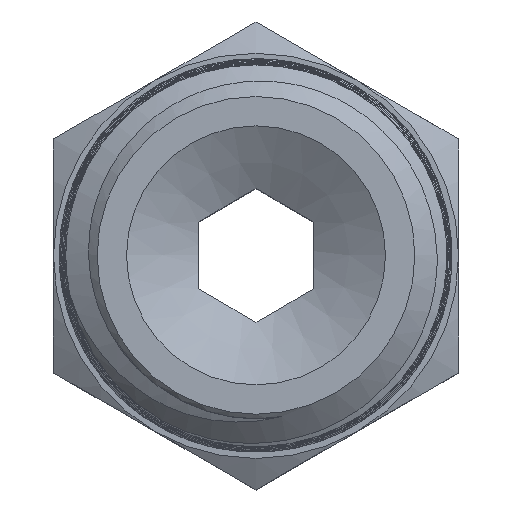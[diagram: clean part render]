
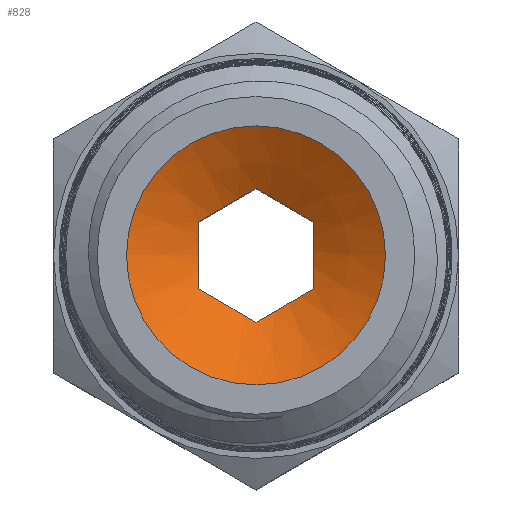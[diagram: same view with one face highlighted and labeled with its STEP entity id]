
A CAD part, top view. The second image highlights one B-rep face of the part: STEP entity #828.
In plain terms, the highlighted conical face has half-angle 60 degrees and reference radius 4.474 mm.
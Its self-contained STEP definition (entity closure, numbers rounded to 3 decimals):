
#37=(
BOUNDED_CURVE()
B_SPLINE_CURVE(2,(#3041,#3042,#3043),.UNSPECIFIED.,.F.,.F.)
B_SPLINE_CURVE_WITH_KNOTS((3,3),(0.398,0.874),
 .UNSPECIFIED.)
CURVE()
GEOMETRIC_REPRESENTATION_ITEM()
RATIONAL_B_SPLINE_CURVE((1.904,2.199,1.904))
REPRESENTATION_ITEM('')
);
#38=(
BOUNDED_CURVE()
B_SPLINE_CURVE(2,(#3049,#3050,#3051),.UNSPECIFIED.,.F.,.F.)
B_SPLINE_CURVE_WITH_KNOTS((3,3),(-0.636,-0.398),
 .UNSPECIFIED.)
CURVE()
GEOMETRIC_REPRESENTATION_ITEM()
RATIONAL_B_SPLINE_CURVE((2.052,2.052,1.904))
REPRESENTATION_ITEM('')
);
#39=(
BOUNDED_CURVE()
B_SPLINE_CURVE(2,(#3053,#3054,#3055),.UNSPECIFIED.,.F.,.F.)
B_SPLINE_CURVE_WITH_KNOTS((3,3),(-0.874,-0.636),
 .UNSPECIFIED.)
CURVE()
GEOMETRIC_REPRESENTATION_ITEM()
RATIONAL_B_SPLINE_CURVE((1.904,2.052,2.052))
REPRESENTATION_ITEM('')
);
#40=(
BOUNDED_CURVE()
B_SPLINE_CURVE(2,(#3061,#3062,#3063),.UNSPECIFIED.,.F.,.F.)
B_SPLINE_CURVE_WITH_KNOTS((3,3),(0.398,0.874),
 .UNSPECIFIED.)
CURVE()
GEOMETRIC_REPRESENTATION_ITEM()
RATIONAL_B_SPLINE_CURVE((1.904,2.199,1.904))
REPRESENTATION_ITEM('')
);
#41=(
BOUNDED_CURVE()
B_SPLINE_CURVE(2,(#3069,#3070,#3071),.UNSPECIFIED.,.F.,.F.)
B_SPLINE_CURVE_WITH_KNOTS((3,3),(0.398,0.874),
 .UNSPECIFIED.)
CURVE()
GEOMETRIC_REPRESENTATION_ITEM()
RATIONAL_B_SPLINE_CURVE((1.904,2.199,1.904))
REPRESENTATION_ITEM('')
);
#42=(
BOUNDED_CURVE()
B_SPLINE_CURVE(2,(#3077,#3078,#3079),.UNSPECIFIED.,.F.,.F.)
B_SPLINE_CURVE_WITH_KNOTS((3,3),(0.398,0.874),
 .UNSPECIFIED.)
CURVE()
GEOMETRIC_REPRESENTATION_ITEM()
RATIONAL_B_SPLINE_CURVE((1.904,2.199,1.904))
REPRESENTATION_ITEM('')
);
#43=(
BOUNDED_CURVE()
B_SPLINE_CURVE(2,(#3084,#3085,#3086),.UNSPECIFIED.,.F.,.F.)
B_SPLINE_CURVE_WITH_KNOTS((3,3),(0.398,0.874),
 .UNSPECIFIED.)
CURVE()
GEOMETRIC_REPRESENTATION_ITEM()
RATIONAL_B_SPLINE_CURVE((1.904,2.199,1.904))
REPRESENTATION_ITEM('')
);
#137=FACE_OUTER_BOUND('',#195,.T.);
#195=EDGE_LOOP('',(#744,#745,#746,#747,#748,#749,#750,#751,#752,#753));
#215=CIRCLE('',#881,4.474);
#284=LINE('',#4638,#317);
#317=VECTOR('',#1117,4.474);
#332=VERTEX_POINT('',#3037);
#334=VERTEX_POINT('',#3040);
#336=VERTEX_POINT('',#3048);
#337=VERTEX_POINT('',#3052);
#339=VERTEX_POINT('',#3060);
#341=VERTEX_POINT('',#3068);
#343=VERTEX_POINT('',#3076);
#370=VERTEX_POINT('',#4489);
#414=EDGE_CURVE('',#332,#334,#37,.T.);
#417=EDGE_CURVE('',#334,#336,#38,.F.);
#418=EDGE_CURVE('',#336,#337,#39,.F.);
#421=EDGE_CURVE('',#337,#339,#40,.T.);
#424=EDGE_CURVE('',#339,#341,#41,.T.);
#427=EDGE_CURVE('',#341,#343,#42,.T.);
#430=EDGE_CURVE('',#343,#332,#43,.T.);
#465=EDGE_CURVE('',#370,#370,#215,.T.);
#513=EDGE_CURVE('',#336,#370,#284,.T.);
#744=ORIENTED_EDGE('',*,*,#430,.F.);
#745=ORIENTED_EDGE('',*,*,#427,.F.);
#746=ORIENTED_EDGE('',*,*,#424,.F.);
#747=ORIENTED_EDGE('',*,*,#421,.F.);
#748=ORIENTED_EDGE('',*,*,#418,.F.);
#749=ORIENTED_EDGE('',*,*,#513,.T.);
#750=ORIENTED_EDGE('',*,*,#465,.T.);
#751=ORIENTED_EDGE('',*,*,#513,.F.);
#752=ORIENTED_EDGE('',*,*,#417,.F.);
#753=ORIENTED_EDGE('',*,*,#414,.F.);
#777=CONICAL_SURFACE('',#922,4.474,1.047);
#828=ADVANCED_FACE('',(#137),#777,.F.);
#881=AXIS2_PLACEMENT_3D('',#4490,#1022,#1023);
#922=AXIS2_PLACEMENT_3D('',#4637,#1115,#1116);
#1022=DIRECTION('center_axis',(0.,0.,1.));
#1023=DIRECTION('ref_axis',(1.,0.,0.));
#1115=DIRECTION('center_axis',(0.,0.,1.));
#1116=DIRECTION('ref_axis',(1.,0.,0.));
#1117=DIRECTION('',(-0.866,0.,0.5));
#3037=CARTESIAN_POINT('',(0.,2.309,-1.25));
#3040=CARTESIAN_POINT('',(-2.,1.155,-1.25));
#3041=CARTESIAN_POINT('Ctrl Pts',(0.,2.309,
-1.25));
#3042=CARTESIAN_POINT('Ctrl Pts',(-1.,1.732,-1.583));
#3043=CARTESIAN_POINT('Ctrl Pts',(-2.,1.155,-1.25));
#3048=CARTESIAN_POINT('',(-2.,0.,-1.428));
#3049=CARTESIAN_POINT('Ctrl Pts',(-2.,0.,-1.428));
#3050=CARTESIAN_POINT('Ctrl Pts',(-2.,0.536,-1.428));
#3051=CARTESIAN_POINT('Ctrl Pts',(-2.,1.155,-1.25));
#3052=CARTESIAN_POINT('',(-2.,-1.155,-1.25));
#3053=CARTESIAN_POINT('Ctrl Pts',(-2.,-1.155,-1.25));
#3054=CARTESIAN_POINT('Ctrl Pts',(-2.,-0.536,-1.428));
#3055=CARTESIAN_POINT('Ctrl Pts',(-2.,0.,-1.428));
#3060=CARTESIAN_POINT('',(0.,-2.309,-1.25));
#3061=CARTESIAN_POINT('Ctrl Pts',(-2.,-1.155,-1.25));
#3062=CARTESIAN_POINT('Ctrl Pts',(-1.,-1.732,-1.583));
#3063=CARTESIAN_POINT('Ctrl Pts',(0.,-2.309,
-1.25));
#3068=CARTESIAN_POINT('',(2.,-1.155,-1.25));
#3069=CARTESIAN_POINT('Ctrl Pts',(0.,-2.309,
-1.25));
#3070=CARTESIAN_POINT('Ctrl Pts',(1.,-1.732,-1.583));
#3071=CARTESIAN_POINT('Ctrl Pts',(2.,-1.155,-1.25));
#3076=CARTESIAN_POINT('',(2.,1.155,-1.25));
#3077=CARTESIAN_POINT('Ctrl Pts',(2.,-1.155,-1.25));
#3078=CARTESIAN_POINT('Ctrl Pts',(2.,0.,-1.583));
#3079=CARTESIAN_POINT('Ctrl Pts',(2.,1.155,-1.25));
#3084=CARTESIAN_POINT('Ctrl Pts',(2.,1.155,-1.25));
#3085=CARTESIAN_POINT('Ctrl Pts',(1.,1.732,-1.583));
#3086=CARTESIAN_POINT('Ctrl Pts',(0.,2.309,
-1.25));
#4489=CARTESIAN_POINT('',(-4.474,0.,0.));
#4490=CARTESIAN_POINT('Origin',(0.,0.,0.));
#4637=CARTESIAN_POINT('Origin',(0.,0.,0.));
#4638=CARTESIAN_POINT('',(-4.474,0.,0.));
